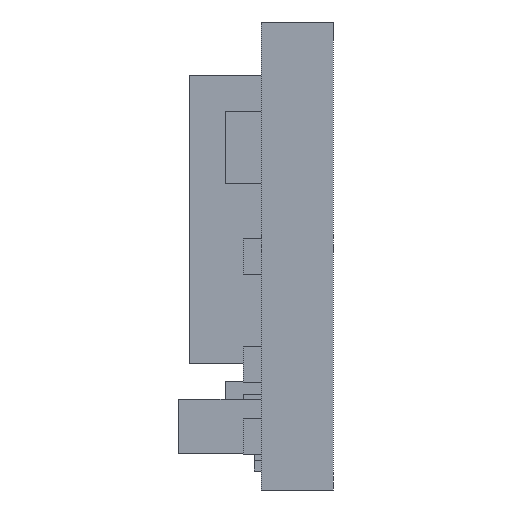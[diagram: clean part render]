
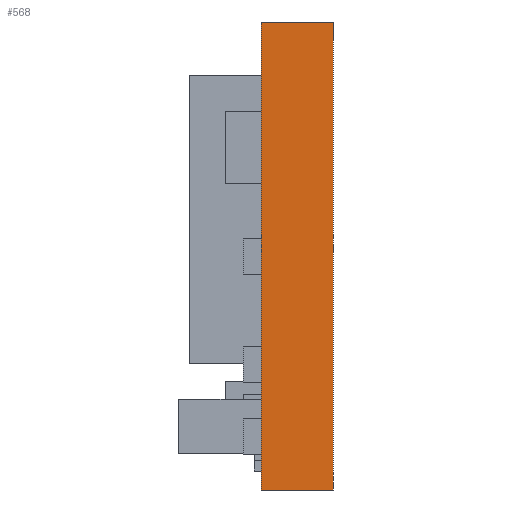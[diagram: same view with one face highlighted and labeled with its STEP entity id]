
A CAD part, left-side view. The second image highlights one B-rep face of the part: STEP entity #568.
In plain terms, the highlighted planar face has unit normal (-1, 0, 0).
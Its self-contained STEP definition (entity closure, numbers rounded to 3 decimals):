
#219 = VERTEX_POINT ( 'NONE', #8145 ) ;
#301 = LINE ( 'NONE', #2951, #2689 ) ;
#426 = ORIENTED_EDGE ( 'NONE', *, *, #6093, .T. ) ;
#568 = ADVANCED_FACE ( 'NONE', ( #2575 ), #3265, .F. ) ;
#709 = DIRECTION ( 'NONE',  ( 0., 0., -1. ) ) ;
#736 = DIRECTION ( 'NONE',  ( 0., 0., 1. ) ) ;
#872 = ORIENTED_EDGE ( 'NONE', *, *, #5571, .T. ) ;
#980 = EDGE_LOOP ( 'NONE', ( #4925, #426, #872, #3409 ) ) ;
#1006 = EDGE_CURVE ( 'NONE', #219, #5405, #3463, .T. ) ;
#1063 = DIRECTION ( 'NONE',  ( 0., -1., 0. ) ) ;
#1860 = CARTESIAN_POINT ( 'NONE',  ( -14., 2., 6.5 ) ) ;
#2084 = CARTESIAN_POINT ( 'NONE',  ( -14., 0., 0. ) ) ;
#2575 = FACE_OUTER_BOUND ( 'NONE', #980, .T. ) ;
#2689 = VECTOR ( 'NONE', #1063, 1000. ) ;
#2951 = CARTESIAN_POINT ( 'NONE',  ( -14., 2., -6.5 ) ) ;
#3265 = PLANE ( 'NONE',  #4938 ) ;
#3302 = CARTESIAN_POINT ( 'NONE',  ( -14., 0., 6.5 ) ) ;
#3409 = ORIENTED_EDGE ( 'NONE', *, *, #1006, .T. ) ;
#3413 = VECTOR ( 'NONE', #3548, 1000. ) ;
#3463 = LINE ( 'NONE', #7411, #3413 ) ;
#3472 = DIRECTION ( 'NONE',  ( 1., 0., 0. ) ) ;
#3548 = DIRECTION ( 'NONE',  ( 0., 1., 0. ) ) ;
#3955 = CARTESIAN_POINT ( 'NONE',  ( -14., 0., -6.5 ) ) ;
#4021 = DIRECTION ( 'NONE',  ( 0., 0., -1. ) ) ;
#4345 = VECTOR ( 'NONE', #736, 1000. ) ;
#4398 = VECTOR ( 'NONE', #709, 1000. ) ;
#4925 = ORIENTED_EDGE ( 'NONE', *, *, #7755, .T. ) ;
#4938 = AXIS2_PLACEMENT_3D ( 'NONE', #2084, #3472, #4021 ) ;
#5405 = VERTEX_POINT ( 'NONE', #1860 ) ;
#5571 = EDGE_CURVE ( 'NONE', #6295, #219, #7334, .T. ) ;
#6093 = EDGE_CURVE ( 'NONE', #7517, #6295, #301, .T. ) ;
#6295 = VERTEX_POINT ( 'NONE', #3955 ) ;
#7334 = LINE ( 'NONE', #3302, #4345 ) ;
#7358 = CARTESIAN_POINT ( 'NONE',  ( -14., 2., -6.5 ) ) ;
#7411 = CARTESIAN_POINT ( 'NONE',  ( -14., 2., 6.5 ) ) ;
#7517 = VERTEX_POINT ( 'NONE', #7570 ) ;
#7570 = CARTESIAN_POINT ( 'NONE',  ( -14., 2., -6.5 ) ) ;
#7755 = EDGE_CURVE ( 'NONE', #5405, #7517, #8382, .T. ) ;
#8145 = CARTESIAN_POINT ( 'NONE',  ( -14., 0., 6.5 ) ) ;
#8382 = LINE ( 'NONE', #7358, #4398 ) ;
